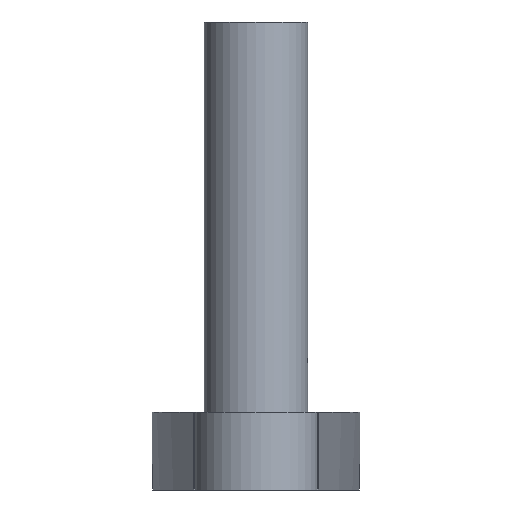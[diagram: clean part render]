
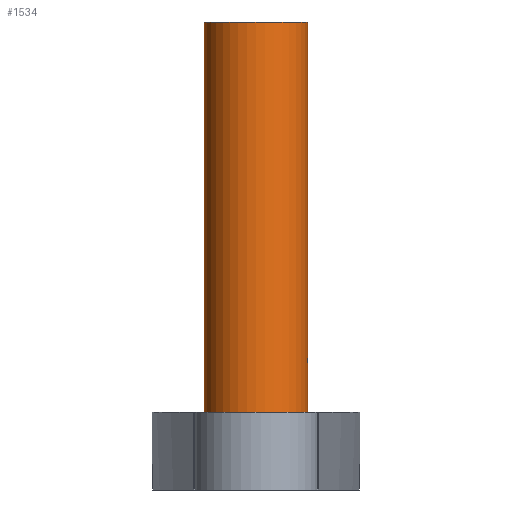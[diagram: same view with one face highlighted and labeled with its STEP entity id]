
A CAD part, front view. The second image highlights one B-rep face of the part: STEP entity #1534.
In plain terms, the highlighted cylindrical face has radius 500 mm (diameter 1000 mm), a partial arc.
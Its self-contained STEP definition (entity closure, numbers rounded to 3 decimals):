
#783=CARTESIAN_POINT('POINT37',(-3830.,-4330.,-8095.));
#784=VERTEX_POINT('VERTEX37',#783);
#793=CARTESIAN_POINT('POINT38',(-3830.,-4330.,-8045.));
#794=VERTEX_POINT('VERTEX38',#793);
#801=CARTESIAN_POINT('POINT39',(-3830.318,
   -4347.822,-8087.532));
#802=VERTEX_POINT('VERTEX39',#801);
#803=B_SPLINE_CURVE_WITH_KNOTS('SPLINE_CRV7',3,(#804,#805,#806,#807,#808
   ,#809,#810,#811,#812,#813,#814,#815,#816,#817,#818,#819,#820,#821,
   #822,#823,#824,#825,#826,#827,#828,#829,#830,#831,#832,#833,#834,#835
   ,#836,#837,#838,#839,#840,#841,#842,#843,#844,#845,#846,#847,#848,
   #849,#850,#851,#852,#853),.UNSPECIFIED.,.F.,.F.,(4,2,2,2,2,2,2,2,2,2,
   2,2,2,2,2,2,2,2,2,2,2,2,2,2,4),(56.718,
   58.868,61.223,63.577,
   65.932,68.287,70.641,
   72.996,75.351,77.706,
   80.06,82.415,84.77,
   87.124,89.479,91.834,
   94.189,96.543,98.898,
   101.253,103.607,105.962,
   108.317,110.672,113.026),
   .UNSPECIFIED.);
#804=CARTESIAN_POINT('',(-3830.318,-4347.822,
   -8087.532));
#805=CARTESIAN_POINT('',(-3830.336,-4348.326,
   -8087.02));
#806=CARTESIAN_POINT('',(-3830.354,-4348.815,
   -8086.478));
#807=CARTESIAN_POINT('',(-3830.392,-4349.798,
   -8085.287));
#808=CARTESIAN_POINT('',(-3830.412,-4350.288,
   -8084.632));
#809=CARTESIAN_POINT('',(-3830.45,-4351.206,
   -8083.267));
#810=CARTESIAN_POINT('',(-3830.468,-4351.634,
   -8082.556));
#811=CARTESIAN_POINT('',(-3830.503,-4352.42,
   -8081.092));
#812=CARTESIAN_POINT('',(-3830.519,-4352.778,
   -8080.338));
#813=CARTESIAN_POINT('',(-3830.548,-4353.416,
   -8078.798));
#814=CARTESIAN_POINT('',(-3830.562,-4353.696,
   -8078.012));
#815=CARTESIAN_POINT('',(-3830.585,-4354.176,
   -8076.42));
#816=CARTESIAN_POINT('',(-3830.594,-4354.375,
   -8075.615));
#817=CARTESIAN_POINT('',(-3830.61,-4354.692,
   -8074.));
#818=CARTESIAN_POINT('',(-3830.616,-4354.809,
   -8073.191));
#819=CARTESIAN_POINT('',(-3830.624,-4354.963,
   -8071.583));
#820=CARTESIAN_POINT('',(-3830.625,-4355.,
   -8070.785));
#821=CARTESIAN_POINT('',(-3830.625,-4355.,
   -8069.215));
#822=CARTESIAN_POINT('',(-3830.624,-4354.963,
   -8068.417));
#823=CARTESIAN_POINT('',(-3830.616,-4354.809,
   -8066.809));
#824=CARTESIAN_POINT('',(-3830.61,-4354.692,
   -8066.));
#825=CARTESIAN_POINT('',(-3830.594,-4354.375,
   -8064.385));
#826=CARTESIAN_POINT('',(-3830.585,-4354.176,
   -8063.58));
#827=CARTESIAN_POINT('',(-3830.562,-4353.696,
   -8061.988));
#828=CARTESIAN_POINT('',(-3830.548,-4353.416,
   -8061.202));
#829=CARTESIAN_POINT('',(-3830.519,-4352.778,
   -8059.662));
#830=CARTESIAN_POINT('',(-3830.503,-4352.42,
   -8058.908));
#831=CARTESIAN_POINT('',(-3830.468,-4351.634,
   -8057.444));
#832=CARTESIAN_POINT('',(-3830.45,-4351.206,
   -8056.733));
#833=CARTESIAN_POINT('',(-3830.412,-4350.288,
   -8055.368));
#834=CARTESIAN_POINT('',(-3830.392,-4349.798,
   -8054.713));
#835=CARTESIAN_POINT('',(-3830.352,-4348.771,
   -8053.468));
#836=CARTESIAN_POINT('',(-3830.332,-4348.233,
   -8052.877));
#837=CARTESIAN_POINT('',(-3830.293,-4347.123,
   -8051.767));
#838=CARTESIAN_POINT('',(-3830.273,-4346.532,
   -8051.229));
#839=CARTESIAN_POINT('',(-3830.233,-4345.287,
   -8050.202));
#840=CARTESIAN_POINT('',(-3830.214,-4344.632,
   -8049.712));
#841=CARTESIAN_POINT('',(-3830.176,-4343.267,
   -8048.794));
#842=CARTESIAN_POINT('',(-3830.157,-4342.556,
   -8048.366));
#843=CARTESIAN_POINT('',(-3830.123,-4341.092,
   -8047.58));
#844=CARTESIAN_POINT('',(-3830.106,-4340.338,
   -8047.222));
#845=CARTESIAN_POINT('',(-3830.077,-4338.798,
   -8046.584));
#846=CARTESIAN_POINT('',(-3830.064,-4338.012,
   -8046.304));
#847=CARTESIAN_POINT('',(-3830.041,-4336.42,
   -8045.824));
#848=CARTESIAN_POINT('',(-3830.031,-4335.615,
   -8045.625));
#849=CARTESIAN_POINT('',(-3830.015,-4334.,
   -8045.308));
#850=CARTESIAN_POINT('',(-3830.01,-4333.191,
   -8045.191));
#851=CARTESIAN_POINT('',(-3830.002,-4331.583,
   -8045.037));
#852=CARTESIAN_POINT('',(-3830.,-4330.785,-8045.))
   ;
#853=CARTESIAN_POINT('',(-3830.,-4330.,-8045.));
#854=EDGE_CURVE('EDGE55',#794,#802,#803,.F.);
#856=B_SPLINE_CURVE_WITH_KNOTS('SPLINE_CRV8',3,(#857,#858,#859,#860,#861
   ,#862,#863,#864,#865,#866,#867,#868,#869,#870,#871,#872,#873,#874,
   #875,#876),.UNSPECIFIED.,.F.,.F.,(4,2,2,2,2,2,2,2,2,4),(
   188.377,190.732,193.086,
   195.441,197.796,200.151,
   202.505,204.86,207.215,
   207.42),.UNSPECIFIED.);
#857=CARTESIAN_POINT('',(-3830.,-4330.,-8095.));
#858=CARTESIAN_POINT('',(-3830.,-4330.785,-8095.))
   ;
#859=CARTESIAN_POINT('',(-3830.002,-4331.583,
   -8094.963));
#860=CARTESIAN_POINT('',(-3830.01,-4333.191,
   -8094.809));
#861=CARTESIAN_POINT('',(-3830.015,-4334.,
   -8094.692));
#862=CARTESIAN_POINT('',(-3830.031,-4335.615,
   -8094.375));
#863=CARTESIAN_POINT('',(-3830.041,-4336.42,
   -8094.176));
#864=CARTESIAN_POINT('',(-3830.064,-4338.012,
   -8093.696));
#865=CARTESIAN_POINT('',(-3830.077,-4338.798,
   -8093.416));
#866=CARTESIAN_POINT('',(-3830.106,-4340.338,
   -8092.778));
#867=CARTESIAN_POINT('',(-3830.123,-4341.092,
   -8092.42));
#868=CARTESIAN_POINT('',(-3830.157,-4342.556,
   -8091.634));
#869=CARTESIAN_POINT('',(-3830.176,-4343.267,
   -8091.206));
#870=CARTESIAN_POINT('',(-3830.214,-4344.632,
   -8090.288));
#871=CARTESIAN_POINT('',(-3830.233,-4345.287,
   -8089.798));
#872=CARTESIAN_POINT('',(-3830.273,-4346.532,
   -8088.771));
#873=CARTESIAN_POINT('',(-3830.293,-4347.123,
   -8088.233));
#874=CARTESIAN_POINT('',(-3830.314,-4347.726,
   -8087.629));
#875=CARTESIAN_POINT('',(-3830.316,-4347.774,
   -8087.581));
#876=CARTESIAN_POINT('',(-3830.318,-4347.822,
   -8087.532));
#877=EDGE_CURVE('EDGE56',#802,#784,#856,.F.);
#967=CARTESIAN_POINT('POINT40',(-4830.,-4330.,
   -4810.));
#968=VERTEX_POINT('VERTEX40',#967);
#969=CARTESIAN_POINT('POINT41',(-3830.,-4330.,
   -4810.));
#970=VERTEX_POINT('VERTEX41',#969);
#971=CARTESIAN_POINT('POS50',(-4330.,-4330.,
   -4810.));
#972=DIRECTION('DIR81',(0.,0.,1.));
#973=DIRECTION('DIR82',(1.,0.,0.));
#974=AXIS2_PLACEMENT_3D('AXIS32',#971,#972,#973);
#975=CIRCLE('ELLIPSE16',#974,500.);
#978=EDGE_CURVE('EDGE59',#970,#968,#975,.F.);
#1495=CARTESIAN_POINT('POINT69',(-3830.,-4330.,
   -8570.));
#1496=VERTEX_POINT('VERTEX69',#1495);
#1497=CARTESIAN_POINT('POS91',(-3830.,-4330.,
   -8570.));
#1498=DIRECTION('DIR144',(0.,0.,1.));
#1499=VECTOR('VEC38',#1498,1.);
#1500=LINE('STRAIGHT38',#1497,#1499);
#1501=EDGE_CURVE('EDGE98',#1496,#784,#1500,.T.);
#1502=ORIENTED_EDGE('COEDGE163',*,*,#1501,.T.);
#1503=ORIENTED_EDGE('COEDGE164',*,*,#877,.F.);
#1504=ORIENTED_EDGE('COEDGE165',*,*,#854,.F.);
#1505=CARTESIAN_POINT('POS92',(-3830.,-4330.,
   -8570.));
#1506=DIRECTION('DIR145',(0.,0.,1.));
#1507=VECTOR('VEC39',#1506,1.);
#1508=LINE('STRAIGHT39',#1505,#1507);
#1509=EDGE_CURVE('EDGE99',#794,#970,#1508,.T.);
#1510=ORIENTED_EDGE('COEDGE166',*,*,#1509,.T.);
#1511=ORIENTED_EDGE('COEDGE167',*,*,#978,.T.);
#1512=CARTESIAN_POINT('POINT70',(-4830.,-4330.,
   -8570.));
#1513=VERTEX_POINT('VERTEX70',#1512);
#1514=CARTESIAN_POINT('POS93',(-4830.,-4330.,
   -8570.));
#1515=DIRECTION('DIR146',(0.,0.,-1.));
#1516=VECTOR('VEC40',#1515,1.);
#1517=LINE('STRAIGHT40',#1514,#1516);
#1518=EDGE_CURVE('EDGE100',#968,#1513,#1517,.T.);
#1519=ORIENTED_EDGE('COEDGE168',*,*,#1518,.T.);
#1520=CARTESIAN_POINT('POS94',(-4330.,-4330.,
   -8570.));
#1521=DIRECTION('DIR147',(0.,0.,-1.));
#1522=DIRECTION('DIR148',(1.,0.,0.));
#1523=AXIS2_PLACEMENT_3D('AXIS54',#1520,#1521,#1522);
#1524=CIRCLE('ELLIPSE28',#1523,500.);
#1525=EDGE_CURVE('EDGE101',#1513,#1496,#1524,.F.);
#1526=ORIENTED_EDGE('COEDGE169',*,*,#1525,.T.);
#1527=EDGE_LOOP('NONE',(#1502,#1503,#1504,#1510,#1511,#1519,#1526));
#1528=FACE_BOUND('LOOP1',#1527,.T.);
#1529=CARTESIAN_POINT('POS95',(-4330.,-4330.,
   -8570.));
#1530=DIRECTION('DIR149',(0.,0.,1.));
#1531=DIRECTION('DIR150',(1.,0.,0.));
#1532=AXIS2_PLACEMENT_3D('AXIS55',#1529,#1530,#1531);
#1533=CYLINDRICAL_SURFACE('CONE_SURF15',#1532,500.);
#1534=ADVANCED_FACE('FACE39',(#1528),#1533,.T.);
